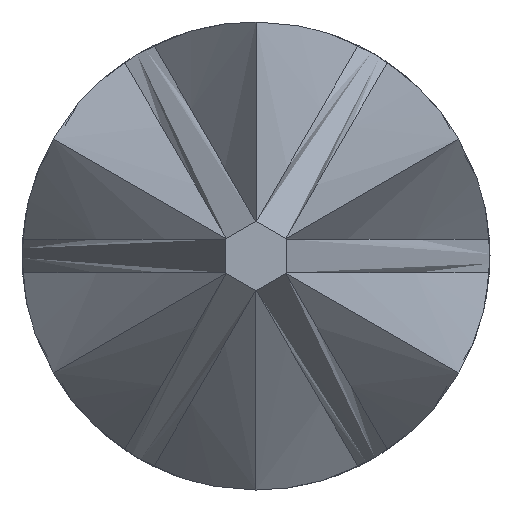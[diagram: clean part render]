
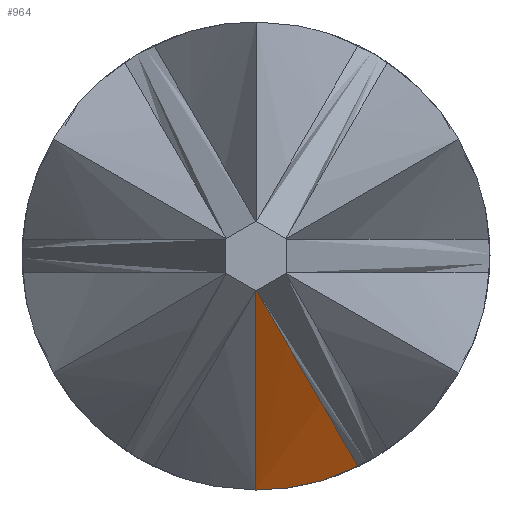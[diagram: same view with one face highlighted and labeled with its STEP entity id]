
A CAD part, left-side view. The second image highlights one B-rep face of the part: STEP entity #964.
In plain terms, the highlighted conical face has half-angle 30 degrees and reference radius 7.907 mm.
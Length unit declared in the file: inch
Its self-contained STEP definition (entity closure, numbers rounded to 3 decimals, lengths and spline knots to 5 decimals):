
#32 = CARTESIAN_POINT ( 'NONE',  ( -0.26112, -0.01356, -0.02799 ) ) ;
#114 = ORIENTED_EDGE ( 'NONE', *, *, #1581, .F. ) ;
#228 = CARTESIAN_POINT ( 'NONE',  ( -0.31, 0., -0.00469 ) ) ;
#230 = EDGE_CURVE ( 'NONE', #1444, #651, #1030, .T. ) ;
#306 = CARTESIAN_POINT ( 'NONE',  ( -0.31, -0.00005, -0.00459 ) ) ;
#468 = DIRECTION ( 'NONE',  ( 0., -0.866, 0.5 ) ) ;
#529 = CARTESIAN_POINT ( 'NONE',  ( -0.31, -0.00005, -0.00459 ) ) ;
#574 = CONICAL_SURFACE ( 'NONE', #1763, 0.31128, 0.524 ) ;
#592 = CARTESIAN_POINT ( 'NONE',  ( -0.46648, -0.07487, -0.3549 ) ) ;
#600 = CARTESIAN_POINT ( 'NONE',  ( -0.28239, 0., -0.0311 ) ) ;
#615 = EDGE_CURVE ( 'NONE', #1699, #808, #1591, .T. ) ;
#618 = CARTESIAN_POINT ( 'NONE',  ( -0.31, 0., -0.00469 ) ) ;
#637 = CARTESIAN_POINT ( 'NONE',  ( -0.29113, 0., -0.02159 ) ) ;
#651 = VERTEX_POINT ( 'NONE', #529 ) ;
#659 = DIRECTION ( 'NONE',  ( 0., -0.5, -0.866 ) ) ;
#681 = CARTESIAN_POINT ( 'NONE',  ( -0.30035, 0., -0.01277 ) ) ;
#744 = CARTESIAN_POINT ( 'NONE',  ( -0.26761, -0.00854, -0.03042 ) ) ;
#746 = CARTESIAN_POINT ( 'NONE',  ( -0.26112, -0.01356, -0.02799 ) ) ;
#777 = FACE_OUTER_BOUND ( 'NONE', #1228, .T. ) ;
#784 = CARTESIAN_POINT ( 'NONE',  ( -0.27487, -0.00404, -0.0311 ) ) ;
#800 = B_SPLINE_CURVE_WITH_KNOTS ( 'NONE', 3,
 ( #1162, #1040, #1578, #306 ),
 .UNSPECIFIED., .F., .F.,
 ( 4, 4 ),
 ( 0.00261, 0.00261 ),
 .UNSPECIFIED. ) ;
#805 = CARTESIAN_POINT ( 'NONE',  ( -0.28239, 0., -0.0311 ) ) ;
#808 = VERTEX_POINT ( 'NONE', #1429 ) ;
#894 = B_SPLINE_CURVE_WITH_KNOTS ( 'NONE', 3,
 ( #746, #744, #784, #805 ),
 .UNSPECIFIED., .F., .F.,
 ( 4, 4 ),
 ( 0.00031, 0.00096 ),
 .UNSPECIFIED. ) ;
#964 = ADVANCED_FACE ( 'NONE', ( #777 ), #574, .F. ) ;
#1030 = CIRCLE ( 'NONE', #1621, 0.375 ) ;
#1040 = CARTESIAN_POINT ( 'NONE',  ( -0.31, -0.00002, -0.00465 ) ) ;
#1100 = EDGE_CURVE ( 'NONE', #1444, #808, #894, .T. ) ;
#1145 = ORIENTED_EDGE ( 'NONE', *, *, #615, .T. ) ;
#1162 = CARTESIAN_POINT ( 'NONE',  ( -0.31, 0., -0.00469 ) ) ;
#1179 = ORIENTED_EDGE ( 'NONE', *, *, #1100, .F. ) ;
#1224 = ORIENTED_EDGE ( 'NONE', *, *, #230, .T. ) ;
#1228 = EDGE_LOOP ( 'NONE', ( #114, #1145, #1179, #1224 ) ) ;
#1251 = CARTESIAN_POINT ( 'NONE',  ( -0.46648, -0.17045, -0.29972 ) ) ;
#1287 = DIRECTION ( 'NONE',  ( 0., -0.5, -0.866 ) ) ;
#1429 = CARTESIAN_POINT ( 'NONE',  ( -0.28239, 0., -0.0311 ) ) ;
#1444 = VERTEX_POINT ( 'NONE', #32 ) ;
#1468 = DIRECTION ( 'NONE',  ( 0., -0.866, 0.5 ) ) ;
#1578 = CARTESIAN_POINT ( 'NONE',  ( -0.31, -0.00003, -0.00462 ) ) ;
#1581 = EDGE_CURVE ( 'NONE', #1699, #651, #800, .T. ) ;
#1591 =( BOUNDED_CURVE ( )  B_SPLINE_CURVE ( 3, ( #618, #681, #637, #600 ),
 .UNSPECIFIED., .F., .T. ) 
 B_SPLINE_CURVE_WITH_KNOTS ( ( 4, 4 ),
 ( 3.74138, 3.86785 ),
 .UNSPECIFIED. ) 
 CURVE ( )  GEOMETRIC_REPRESENTATION_ITEM ( )  RATIONAL_B_SPLINE_CURVE ( ( 1., 0.999, 0.999, 1. ) ) 
 REPRESENTATION_ITEM ( '' )  );
#1621 = AXIS2_PLACEMENT_3D ( 'NONE', #1251, #1468, #1287 ) ;
#1699 = VERTEX_POINT ( 'NONE', #228 ) ;
#1763 = AXIS2_PLACEMENT_3D ( 'NONE', #592, #468, #659 ) ;
